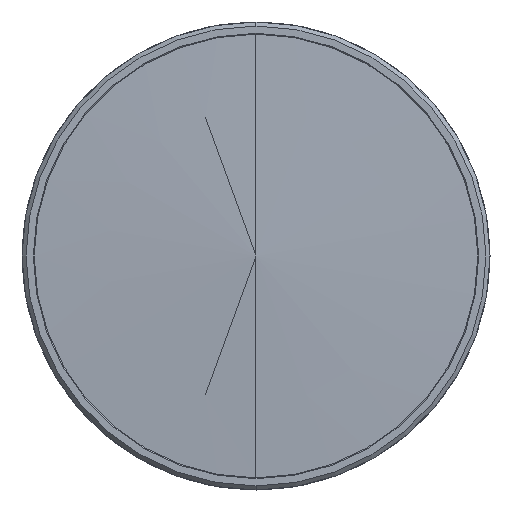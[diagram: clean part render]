
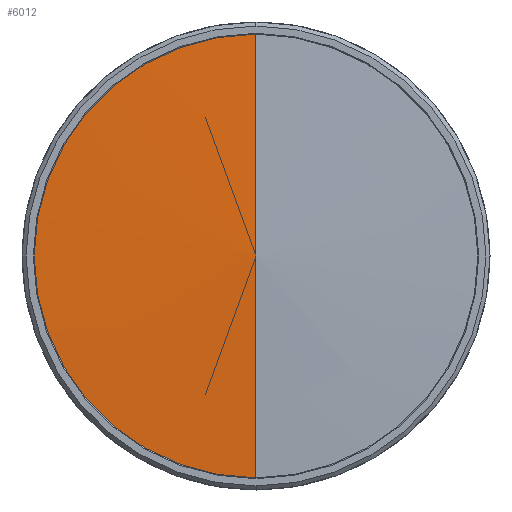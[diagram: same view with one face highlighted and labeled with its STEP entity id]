
A CAD part, left-side view. The second image highlights one B-rep face of the part: STEP entity #6012.
In plain terms, the highlighted conical face has half-angle 87.526 degrees and reference radius 135.55 mm.
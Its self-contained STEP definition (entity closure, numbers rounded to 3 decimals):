
#170 = CIRCLE ( 'NONE', #2512, 135.55 ) ;
#383 = DIRECTION ( 'NONE',  ( -1., 0., 0. ) ) ;
#529 = CARTESIAN_POINT ( 'NONE',  ( 5.857, 0., 135.55 ) ) ;
#577 = LINE ( 'NONE', #529, #5111 ) ;
#941 = VERTEX_POINT ( 'NONE', #1462 ) ;
#1017 = LINE ( 'NONE', #5021, #3415 ) ;
#1020 = EDGE_CURVE ( 'NONE', #941, #4608, #5067, .T. ) ;
#1381 = ORIENTED_EDGE ( 'NONE', *, *, #1020, .T. ) ;
#1422 = FACE_OUTER_BOUND ( 'NONE', #3991, .T. ) ;
#1462 = CARTESIAN_POINT ( 'NONE',  ( 5.857, 135.55, 0. ) ) ;
#1476 = DIRECTION ( 'NONE',  ( 0.043, 0., 0.999 ) ) ;
#1487 = EDGE_CURVE ( 'NONE', #4410, #4608, #1017, .T. ) ;
#1547 = CARTESIAN_POINT ( 'NONE',  ( 5.857, 0., 135.55 ) ) ;
#1985 = EDGE_CURVE ( 'NONE', #4410, #3264, #577, .T. ) ;
#2030 = ORIENTED_EDGE ( 'NONE', *, *, #1487, .F. ) ;
#2047 = ORIENTED_EDGE ( 'NONE', *, *, #1985, .T. ) ;
#2153 = DIRECTION ( 'NONE',  ( 0.043, 0., -0.999 ) ) ;
#2463 = CARTESIAN_POINT ( 'NONE',  ( 5.857, 0., 0. ) ) ;
#2512 = AXIS2_PLACEMENT_3D ( 'NONE', #3760, #383, #3187 ) ;
#2813 = AXIS2_PLACEMENT_3D ( 'NONE', #3425, #5792, #5513 ) ;
#2828 = AXIS2_PLACEMENT_3D ( 'NONE', #2463, #5835, #4831 ) ;
#3187 = DIRECTION ( 'NONE',  ( 0., -1., 0. ) ) ;
#3264 = VERTEX_POINT ( 'NONE', #1547 ) ;
#3415 = VECTOR ( 'NONE', #2153, 1000. ) ;
#3425 = CARTESIAN_POINT ( 'NONE',  ( 5.857, 0., 0. ) ) ;
#3480 = CARTESIAN_POINT ( 'NONE',  ( 0., 0., 0. ) ) ;
#3526 = CONICAL_SURFACE ( 'NONE', #2828, 135.55, 1.528 ) ;
#3760 = CARTESIAN_POINT ( 'NONE',  ( 5.857, 0., 0. ) ) ;
#3991 = EDGE_LOOP ( 'NONE', ( #2030, #2047, #4215, #1381 ) ) ;
#4048 = EDGE_CURVE ( 'NONE', #3264, #941, #170, .T. ) ;
#4215 = ORIENTED_EDGE ( 'NONE', *, *, #4048, .T. ) ;
#4410 = VERTEX_POINT ( 'NONE', #3480 ) ;
#4608 = VERTEX_POINT ( 'NONE', #5690 ) ;
#4831 = DIRECTION ( 'NONE',  ( 0., 0., -1. ) ) ;
#5021 = CARTESIAN_POINT ( 'NONE',  ( 5.857, 0., -135.55 ) ) ;
#5067 = CIRCLE ( 'NONE', #2813, 135.55 ) ;
#5111 = VECTOR ( 'NONE', #1476, 1000. ) ;
#5513 = DIRECTION ( 'NONE',  ( 0., -1., 0. ) ) ;
#5690 = CARTESIAN_POINT ( 'NONE',  ( 5.857, 0., -135.55 ) ) ;
#5792 = DIRECTION ( 'NONE',  ( -1., 0., 0. ) ) ;
#5835 = DIRECTION ( 'NONE',  ( 1., 0., 0. ) ) ;
#6012 = ADVANCED_FACE ( 'NONE', ( #1422 ), #3526, .T. ) ;
